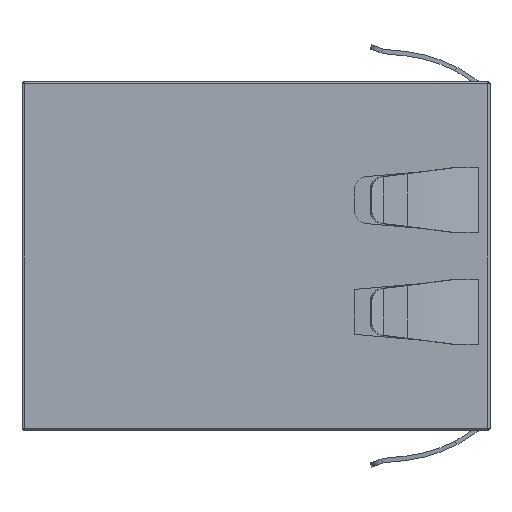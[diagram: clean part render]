
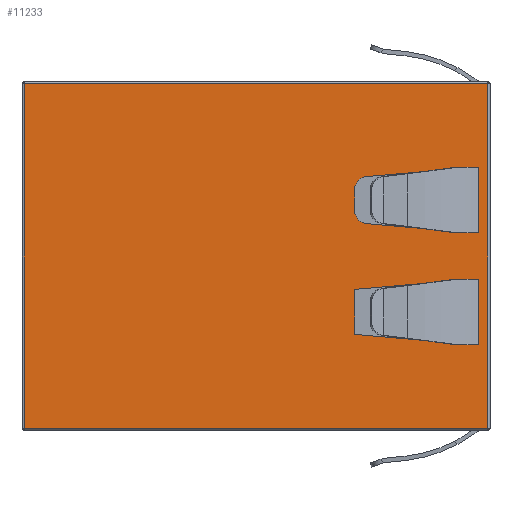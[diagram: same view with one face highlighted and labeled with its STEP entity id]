
A CAD part, front view. The second image highlights one B-rep face of the part: STEP entity #11233.
In plain terms, the highlighted face is planar.
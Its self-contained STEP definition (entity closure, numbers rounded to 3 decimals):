
#158=FACE_BOUND('',#1475,.T.);
#159=FACE_BOUND('',#1476,.T.);
#270=CIRCLE('',#12039,0.6);
#271=CIRCLE('',#12040,0.6);
#867=FACE_OUTER_BOUND('',#1474,.T.);
#1474=EDGE_LOOP('',(#9529,#9530,#9531,#9532));
#1475=EDGE_LOOP('',(#9533,#9534,#9535,#9536,#9537,#9538,#9539,#9540));
#1476=EDGE_LOOP('',(#9541,#9542,#9543,#9544,#9545,#9546,#9547,#9548,#9549,
#9550));
#2702=LINE('',#17833,#4085);
#2704=LINE('',#17841,#4087);
#2705=LINE('',#17848,#4088);
#2746=LINE('',#17952,#4129);
#2747=LINE('',#17955,#4130);
#2748=LINE('',#17957,#4131);
#2749=LINE('',#17959,#4132);
#2750=LINE('',#17961,#4133);
#2751=LINE('',#17963,#4134);
#2752=LINE('',#17965,#4135);
#2753=LINE('',#17967,#4136);
#2754=LINE('',#17968,#4137);
#2755=LINE('',#17971,#4138);
#2756=LINE('',#17973,#4139);
#2757=LINE('',#17975,#4140);
#2758=LINE('',#17977,#4141);
#2759=LINE('',#17979,#4142);
#2760=LINE('',#17981,#4143);
#2761=LINE('',#17985,#4144);
#2762=LINE('',#17988,#4145);
#4085=VECTOR('',#14467,10.);
#4087=VECTOR('',#14475,10.);
#4088=VECTOR('',#14484,10.);
#4129=VECTOR('',#14567,10.);
#4130=VECTOR('',#14568,10.);
#4131=VECTOR('',#14569,10.);
#4132=VECTOR('',#14570,10.);
#4133=VECTOR('',#14571,10.);
#4134=VECTOR('',#14572,10.);
#4135=VECTOR('',#14573,10.);
#4136=VECTOR('',#14574,10.);
#4137=VECTOR('',#14575,10.);
#4138=VECTOR('',#14576,10.);
#4139=VECTOR('',#14577,10.);
#4140=VECTOR('',#14578,10.);
#4141=VECTOR('',#14579,10.);
#4142=VECTOR('',#14580,10.);
#4143=VECTOR('',#14581,10.);
#4144=VECTOR('',#14584,10.);
#4145=VECTOR('',#14587,10.);
#5184=VERTEX_POINT('',#17822);
#5187=VERTEX_POINT('',#17829);
#5189=VERTEX_POINT('',#17835);
#5193=VERTEX_POINT('',#17847);
#5236=VERTEX_POINT('',#17953);
#5237=VERTEX_POINT('',#17954);
#5238=VERTEX_POINT('',#17956);
#5239=VERTEX_POINT('',#17958);
#5240=VERTEX_POINT('',#17960);
#5241=VERTEX_POINT('',#17962);
#5242=VERTEX_POINT('',#17964);
#5243=VERTEX_POINT('',#17966);
#5244=VERTEX_POINT('',#17969);
#5245=VERTEX_POINT('',#17970);
#5246=VERTEX_POINT('',#17972);
#5247=VERTEX_POINT('',#17974);
#5248=VERTEX_POINT('',#17976);
#5249=VERTEX_POINT('',#17978);
#5250=VERTEX_POINT('',#17980);
#5251=VERTEX_POINT('',#17982);
#5252=VERTEX_POINT('',#17984);
#5253=VERTEX_POINT('',#17986);
#6656=EDGE_CURVE('',#5184,#5187,#2702,.T.);
#6660=EDGE_CURVE('',#5187,#5189,#2704,.T.);
#6663=EDGE_CURVE('',#5189,#5193,#2705,.T.);
#6716=EDGE_CURVE('',#5193,#5184,#2746,.T.);
#6717=EDGE_CURVE('',#5236,#5237,#2747,.T.);
#6718=EDGE_CURVE('',#5237,#5238,#2748,.T.);
#6719=EDGE_CURVE('',#5238,#5239,#2749,.T.);
#6720=EDGE_CURVE('',#5239,#5240,#2750,.T.);
#6721=EDGE_CURVE('',#5240,#5241,#2751,.T.);
#6722=EDGE_CURVE('',#5241,#5242,#2752,.T.);
#6723=EDGE_CURVE('',#5242,#5243,#2753,.T.);
#6724=EDGE_CURVE('',#5243,#5236,#2754,.T.);
#6725=EDGE_CURVE('',#5244,#5245,#2755,.T.);
#6726=EDGE_CURVE('',#5245,#5246,#2756,.T.);
#6727=EDGE_CURVE('',#5246,#5247,#2757,.T.);
#6728=EDGE_CURVE('',#5247,#5248,#2758,.T.);
#6729=EDGE_CURVE('',#5248,#5249,#2759,.T.);
#6730=EDGE_CURVE('',#5249,#5250,#2760,.T.);
#6731=EDGE_CURVE('',#5251,#5250,#270,.T.);
#6732=EDGE_CURVE('',#5251,#5252,#2761,.T.);
#6733=EDGE_CURVE('',#5253,#5252,#271,.T.);
#6734=EDGE_CURVE('',#5253,#5244,#2762,.T.);
#9529=ORIENTED_EDGE('',*,*,#6656,.F.);
#9530=ORIENTED_EDGE('',*,*,#6716,.F.);
#9531=ORIENTED_EDGE('',*,*,#6663,.F.);
#9532=ORIENTED_EDGE('',*,*,#6660,.F.);
#9533=ORIENTED_EDGE('',*,*,#6717,.T.);
#9534=ORIENTED_EDGE('',*,*,#6718,.T.);
#9535=ORIENTED_EDGE('',*,*,#6719,.T.);
#9536=ORIENTED_EDGE('',*,*,#6720,.T.);
#9537=ORIENTED_EDGE('',*,*,#6721,.T.);
#9538=ORIENTED_EDGE('',*,*,#6722,.T.);
#9539=ORIENTED_EDGE('',*,*,#6723,.T.);
#9540=ORIENTED_EDGE('',*,*,#6724,.T.);
#9541=ORIENTED_EDGE('',*,*,#6725,.T.);
#9542=ORIENTED_EDGE('',*,*,#6726,.T.);
#9543=ORIENTED_EDGE('',*,*,#6727,.T.);
#9544=ORIENTED_EDGE('',*,*,#6728,.T.);
#9545=ORIENTED_EDGE('',*,*,#6729,.T.);
#9546=ORIENTED_EDGE('',*,*,#6730,.T.);
#9547=ORIENTED_EDGE('',*,*,#6731,.F.);
#9548=ORIENTED_EDGE('',*,*,#6732,.T.);
#9549=ORIENTED_EDGE('',*,*,#6733,.F.);
#9550=ORIENTED_EDGE('',*,*,#6734,.T.);
#10686=PLANE('',#12038);
#11233=ADVANCED_FACE('',(#867,#158,#159),#10686,.T.);
#12038=AXIS2_PLACEMENT_3D('',#17951,#14565,#14566);
#12039=AXIS2_PLACEMENT_3D('',#17983,#14582,#14583);
#12040=AXIS2_PLACEMENT_3D('',#17987,#14585,#14586);
#14467=DIRECTION('',(-1.,0.,0.));
#14475=DIRECTION('',(0.,1.,0.));
#14484=DIRECTION('',(1.,0.,0.));
#14565=DIRECTION('center_axis',(0.,0.,1.));
#14566=DIRECTION('ref_axis',(1.,0.,0.));
#14567=DIRECTION('',(0.,-1.,0.));
#14568=DIRECTION('',(0.,1.,0.));
#14569=DIRECTION('',(1.,0.,0.));
#14570=DIRECTION('',(0.,-1.,0.));
#14571=DIRECTION('',(-1.,0.,0.));
#14572=DIRECTION('',(0.,1.,0.));
#14573=DIRECTION('',(-0.996,0.087,0.));
#14574=DIRECTION('',(0.,1.,0.));
#14575=DIRECTION('',(0.996,0.087,0.));
#14576=DIRECTION('',(0.,1.,0.));
#14577=DIRECTION('',(1.,0.,0.));
#14578=DIRECTION('',(0.,-1.,0.));
#14579=DIRECTION('',(-1.,0.,0.));
#14580=DIRECTION('',(0.,1.,0.));
#14581=DIRECTION('',(-0.996,0.087,0.));
#14582=DIRECTION('center_axis',(0.,0.,1.));
#14583=DIRECTION('ref_axis',(-0.737,-0.676,0.));
#14584=DIRECTION('',(0.,1.,0.));
#14585=DIRECTION('center_axis',(0.,0.,1.));
#14586=DIRECTION('ref_axis',(-0.737,0.676,0.));
#14587=DIRECTION('',(0.996,0.087,0.));
#17822=CARTESIAN_POINT('',(10.654,-7.849,0.));
#17829=CARTESIAN_POINT('',(-10.496,-7.849,0.));
#17833=CARTESIAN_POINT('',(5.416,-7.849,0.));
#17835=CARTESIAN_POINT('',(-10.496,7.851,0.));
#17841=CARTESIAN_POINT('',(-10.496,-3.974,0.));
#17847=CARTESIAN_POINT('',(10.654,7.851,0.));
#17848=CARTESIAN_POINT('',(-5.259,7.851,0.));
#17951=CARTESIAN_POINT('Origin',(0.079,0.001,
0.));
#17952=CARTESIAN_POINT('',(10.654,0.001,0.));
#17953=CARTESIAN_POINT('',(9.787,-1.071,0.));
#17954=CARTESIAN_POINT('',(9.787,-1.052,0.));
#17955=CARTESIAN_POINT('',(9.787,-1.052,0.));
#17956=CARTESIAN_POINT('',(10.214,-1.052,0.));
#17957=CARTESIAN_POINT('',(5.046,-1.052,0.));
#17958=CARTESIAN_POINT('',(10.214,-4.048,0.));
#17959=CARTESIAN_POINT('',(10.214,-0.526,0.));
#17960=CARTESIAN_POINT('',(9.787,-4.048,0.));
#17961=CARTESIAN_POINT('',(3.915,-4.048,0.));
#17962=CARTESIAN_POINT('',(9.787,-4.028,0.));
#17963=CARTESIAN_POINT('',(9.787,-1.052,0.));
#17964=CARTESIAN_POINT('',(4.574,-3.574,0.));
#17965=CARTESIAN_POINT('',(4.909,-3.604,0.));
#17966=CARTESIAN_POINT('',(4.574,-1.525,0.));
#17967=CARTESIAN_POINT('',(4.574,-1.787,0.));
#17968=CARTESIAN_POINT('',(2.409,-1.713,0.));
#17969=CARTESIAN_POINT('',(9.787,4.029,0.));
#17970=CARTESIAN_POINT('',(9.787,4.049,0.));
#17971=CARTESIAN_POINT('',(9.787,1.053,0.));
#17972=CARTESIAN_POINT('',(10.214,4.049,0.));
#17973=CARTESIAN_POINT('',(3.915,4.049,0.));
#17974=CARTESIAN_POINT('',(10.214,1.053,0.));
#17975=CARTESIAN_POINT('',(10.214,2.025,0.));
#17976=CARTESIAN_POINT('',(9.787,1.053,0.));
#17977=CARTESIAN_POINT('',(4.435,1.053,0.));
#17978=CARTESIAN_POINT('',(9.787,1.072,0.));
#17979=CARTESIAN_POINT('',(9.787,1.053,0.));
#17980=CARTESIAN_POINT('',(5.122,1.478,0.));
#17981=CARTESIAN_POINT('',(5.129,1.477,0.));
#17982=CARTESIAN_POINT('',(4.574,2.076,0.));
#17983=CARTESIAN_POINT('Origin',(5.174,2.076,0.));
#17984=CARTESIAN_POINT('',(4.574,3.025,0.));
#17985=CARTESIAN_POINT('',(4.574,0.763,0.));
#17986=CARTESIAN_POINT('',(5.122,3.623,0.));
#17987=CARTESIAN_POINT('Origin',(5.174,3.025,0.));
#17988=CARTESIAN_POINT('',(2.189,3.368,0.));
